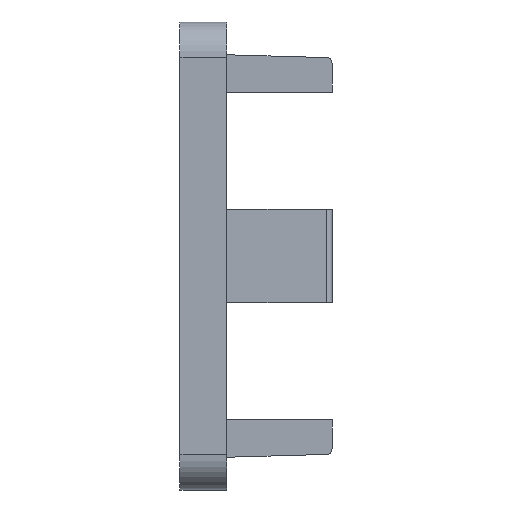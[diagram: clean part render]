
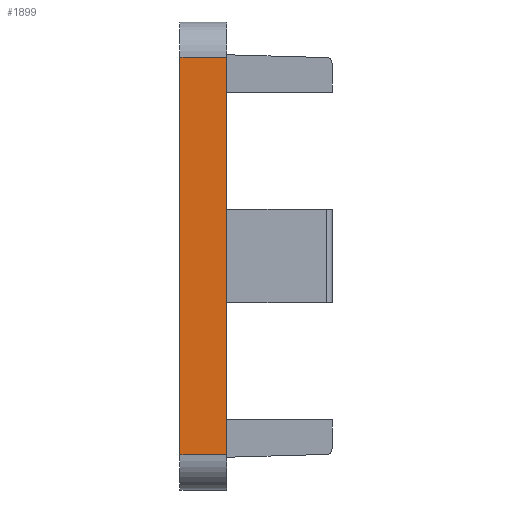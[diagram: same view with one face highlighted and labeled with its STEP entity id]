
A CAD part, left-side view. The second image highlights one B-rep face of the part: STEP entity #1899.
In plain terms, the highlighted planar face has unit normal (-1, 0, 0).
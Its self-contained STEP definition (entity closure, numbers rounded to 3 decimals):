
#198=ORIENTED_EDGE('',*,*,#714,.T.);
#199=ORIENTED_EDGE('',*,*,#739,.F.);
#200=ORIENTED_EDGE('',*,*,#740,.F.);
#201=ORIENTED_EDGE('',*,*,#736,.T.);
#714=EDGE_CURVE('',#983,#981,#1166,.T.);
#736=EDGE_CURVE('',#1004,#983,#1182,.T.);
#739=EDGE_CURVE('',#1006,#981,#1184,.T.);
#740=EDGE_CURVE('',#1004,#1006,#1185,.T.);
#981=VERTEX_POINT('',#2841);
#983=VERTEX_POINT('',#2844);
#1004=VERTEX_POINT('',#2888);
#1006=VERTEX_POINT('',#2894);
#1166=LINE('',#2843,#1388);
#1182=LINE('',#2887,#1404);
#1184=LINE('',#2893,#1406);
#1185=LINE('',#2895,#1407);
#1388=VECTOR('',#2260,1000.);
#1404=VECTOR('',#2290,1000.);
#1406=VECTOR('',#2296,1000.);
#1407=VECTOR('',#2297,1000.);
#1569=EDGE_LOOP('',(#198,#199,#200,#201));
#1699=FACE_BOUND('',#1569,.T.);
#1819=PLANE('',#2034);
#1899=ADVANCED_FACE('',(#1699),#1819,.F.);
#2034=AXIS2_PLACEMENT_3D('',#2892,#2294,#2295);
#2260=DIRECTION('',(0.,0.,1.));
#2290=DIRECTION('',(0.,-1.,0.));
#2294=DIRECTION('',(1.,0.,0.));
#2295=DIRECTION('',(0.,0.,-1.));
#2296=DIRECTION('',(0.,-1.,0.));
#2297=DIRECTION('',(0.,0.,1.));
#2841=CARTESIAN_POINT('',(0.,0.,37.));
#2843=CARTESIAN_POINT('',(0.,0.,3.));
#2844=CARTESIAN_POINT('',(0.,0.,3.));
#2887=CARTESIAN_POINT('',(0.,4.,3.));
#2888=CARTESIAN_POINT('',(0.,4.,3.));
#2892=CARTESIAN_POINT('',(0.,4.,3.));
#2893=CARTESIAN_POINT('',(0.,4.,37.));
#2894=CARTESIAN_POINT('',(0.,4.,37.));
#2895=CARTESIAN_POINT('',(0.,4.,3.));
